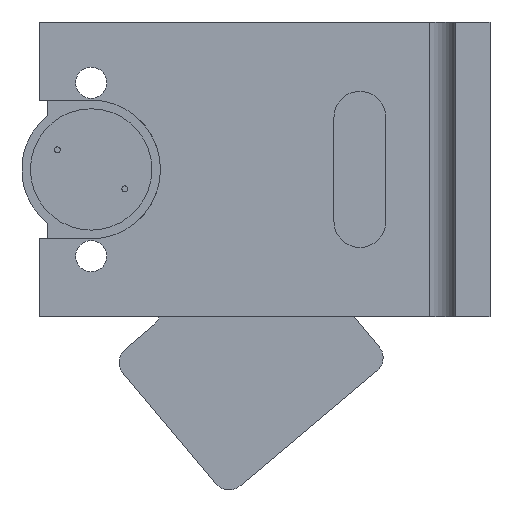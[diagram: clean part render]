
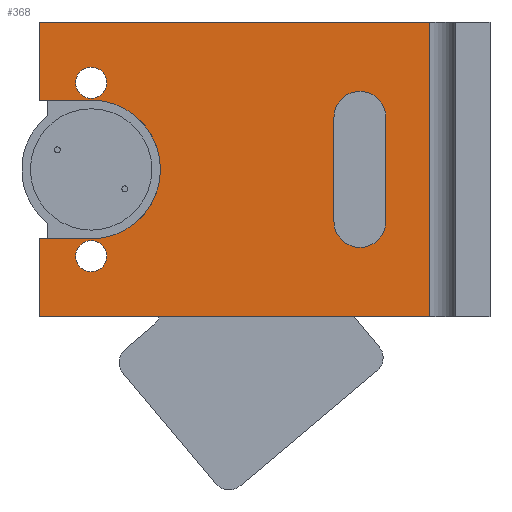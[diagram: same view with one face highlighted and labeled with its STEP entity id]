
A CAD part, left-side view. The second image highlights one B-rep face of the part: STEP entity #368.
In plain terms, the highlighted planar face has unit normal (-1, 0, 0).
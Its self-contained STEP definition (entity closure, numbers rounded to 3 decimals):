
#6 = VERTEX_POINT ( 'NONE', #2200 ) ;
#24 = CARTESIAN_POINT ( 'NONE',  ( -2., 26., -4. ) ) ;
#28 = DIRECTION ( 'NONE',  ( 0., 1., 0. ) ) ;
#33 = ORIENTED_EDGE ( 'NONE', *, *, #2325, .T. ) ;
#81 = DIRECTION ( 'NONE',  ( 0., 0., -1. ) ) ;
#89 = CARTESIAN_POINT ( 'NONE',  ( -2., 26., 8.5 ) ) ;
#100 = DIRECTION ( 'NONE',  ( 0., 1., 0. ) ) ;
#172 = CARTESIAN_POINT ( 'NONE',  ( -2., 6., -3. ) ) ;
#256 = LINE ( 'NONE', #1342, #1474 ) ;
#288 = EDGE_CURVE ( 'NONE', #3606, #2521, #3001, .T. ) ;
#301 = EDGE_CURVE ( 'NONE', #3295, #1471, #1143, .T. ) ;
#318 = DIRECTION ( 'NONE',  ( 1., 0., 0. ) ) ;
#328 = DIRECTION ( 'NONE',  ( 1., 0., 0. ) ) ;
#332 = CARTESIAN_POINT ( 'NONE',  ( -2., 23., 5. ) ) ;
#335 = EDGE_CURVE ( 'NONE', #917, #3295, #2655, .T. ) ;
#368 = ADVANCED_FACE ( 'NONE', ( #2794, #2218, #567, #3767 ), #3913, .F. ) ;
#395 = EDGE_CURVE ( 'NONE', #3703, #701, #3178, .T. ) ;
#408 = VECTOR ( 'NONE', #3912, 1000. ) ;
#428 = VECTOR ( 'NONE', #3984, 1000. ) ;
#462 = EDGE_LOOP ( 'NONE', ( #2442, #33 ) ) ;
#466 = LINE ( 'NONE', #1354, #2889 ) ;
#477 = EDGE_LOOP ( 'NONE', ( #1092, #3644, #2807, #3212 ) ) ;
#492 = LINE ( 'NONE', #2982, #408 ) ;
#522 = CARTESIAN_POINT ( 'NONE',  ( -2., 26., -8.5 ) ) ;
#562 = VERTEX_POINT ( 'NONE', #3681 ) ;
#567 = FACE_BOUND ( 'NONE', #462, .T. ) ;
#582 = CARTESIAN_POINT ( 'NONE',  ( -2., 3.5, 8.5 ) ) ;
#606 = CARTESIAN_POINT ( 'NONE',  ( -2., 23., -4.1 ) ) ;
#701 = VERTEX_POINT ( 'NONE', #821 ) ;
#753 = DIRECTION ( 'NONE',  ( 0., 0., -1. ) ) ;
#787 = DIRECTION ( 'NONE',  ( 1., 0., 0. ) ) ;
#793 = VECTOR ( 'NONE', #3805, 1000. ) ;
#806 = VERTEX_POINT ( 'NONE', #606 ) ;
#815 = VERTEX_POINT ( 'NONE', #3196 ) ;
#821 = CARTESIAN_POINT ( 'NONE',  ( -2., 9., -3. ) ) ;
#901 = CARTESIAN_POINT ( 'NONE',  ( -2., 23., -4. ) ) ;
#917 = VERTEX_POINT ( 'NONE', #2371 ) ;
#918 = DIRECTION ( 'NONE',  ( 0., 1., 0. ) ) ;
#933 = ORIENTED_EDGE ( 'NONE', *, *, #288, .T. ) ;
#963 = CIRCLE ( 'NONE', #2409, 0.9 ) ;
#992 = CIRCLE ( 'NONE', #2636, 0.9 ) ;
#1047 = DIRECTION ( 'NONE',  ( 0., 1., 0. ) ) ;
#1063 = CIRCLE ( 'NONE', #1981, 0.9 ) ;
#1092 = ORIENTED_EDGE ( 'NONE', *, *, #3331, .T. ) ;
#1107 = CARTESIAN_POINT ( 'NONE',  ( -2., 3.5, -8.5 ) ) ;
#1143 = LINE ( 'NONE', #1738, #3042 ) ;
#1204 = AXIS2_PLACEMENT_3D ( 'NONE', #1860, #328, #3450 ) ;
#1271 = EDGE_CURVE ( 'NONE', #1471, #3482, #3167, .T. ) ;
#1282 = CARTESIAN_POINT ( 'NONE',  ( -2., 23., -5. ) ) ;
#1283 = EDGE_CURVE ( 'NONE', #562, #6, #3426, .T. ) ;
#1342 = CARTESIAN_POINT ( 'NONE',  ( -2., 26., -8.5 ) ) ;
#1354 = CARTESIAN_POINT ( 'NONE',  ( -2., 26., 8.5 ) ) ;
#1373 = VERTEX_POINT ( 'NONE', #3845 ) ;
#1389 = CARTESIAN_POINT ( 'NONE',  ( -2., 26., 4. ) ) ;
#1391 = VERTEX_POINT ( 'NONE', #2591 ) ;
#1430 = LINE ( 'NONE', #3750, #3085 ) ;
#1467 = DIRECTION ( 'NONE',  ( 0., -1., 0. ) ) ;
#1471 = VERTEX_POINT ( 'NONE', #3149 ) ;
#1474 = VECTOR ( 'NONE', #2326, 1000. ) ;
#1603 = VECTOR ( 'NONE', #753, 1000. ) ;
#1607 = VERTEX_POINT ( 'NONE', #582 ) ;
#1650 = DIRECTION ( 'NONE',  ( 1., 0., 0. ) ) ;
#1701 = ORIENTED_EDGE ( 'NONE', *, *, #2918, .T. ) ;
#1738 = CARTESIAN_POINT ( 'NONE',  ( -2., 26., 4. ) ) ;
#1774 = ORIENTED_EDGE ( 'NONE', *, *, #3704, .T. ) ;
#1798 = CARTESIAN_POINT ( 'NONE',  ( -2., 26., 8.5 ) ) ;
#1860 = CARTESIAN_POINT ( 'NONE',  ( -2., 7.5, -3. ) ) ;
#1916 = DIRECTION ( 'NONE',  ( 0., 1., 0. ) ) ;
#1981 = AXIS2_PLACEMENT_3D ( 'NONE', #3946, #3144, #28 ) ;
#2019 = CARTESIAN_POINT ( 'NONE',  ( -2., 7.5, 3. ) ) ;
#2109 = CARTESIAN_POINT ( 'NONE',  ( -2., 23., 5. ) ) ;
#2121 = ORIENTED_EDGE ( 'NONE', *, *, #2983, .T. ) ;
#2182 = EDGE_CURVE ( 'NONE', #1373, #806, #1063, .T. ) ;
#2200 = CARTESIAN_POINT ( 'NONE',  ( -2., 6., 3. ) ) ;
#2218 = FACE_BOUND ( 'NONE', #2650, .T. ) ;
#2248 = AXIS2_PLACEMENT_3D ( 'NONE', #3998, #3459, #100 ) ;
#2325 = EDGE_CURVE ( 'NONE', #806, #1373, #963, .T. ) ;
#2326 = DIRECTION ( 'NONE',  ( 0., -1., 0. ) ) ;
#2329 = DIRECTION ( 'NONE',  ( 0., 1., 0. ) ) ;
#2359 = EDGE_CURVE ( 'NONE', #917, #1607, #466, .T. ) ;
#2371 = CARTESIAN_POINT ( 'NONE',  ( -2., 26., 8.5 ) ) ;
#2409 = AXIS2_PLACEMENT_3D ( 'NONE', #1282, #1650, #1916 ) ;
#2412 = DIRECTION ( 'NONE',  ( 1., 0., 0. ) ) ;
#2442 = ORIENTED_EDGE ( 'NONE', *, *, #2182, .T. ) ;
#2476 = ORIENTED_EDGE ( 'NONE', *, *, #2976, .T. ) ;
#2521 = VERTEX_POINT ( 'NONE', #522 ) ;
#2538 = LINE ( 'NONE', #3497, #793 ) ;
#2550 = ORIENTED_EDGE ( 'NONE', *, *, #1271, .T. ) ;
#2591 = CARTESIAN_POINT ( 'NONE',  ( -2., 23., 4.1 ) ) ;
#2628 = DIRECTION ( 'NONE',  ( 0., -1., 0. ) ) ;
#2636 = AXIS2_PLACEMENT_3D ( 'NONE', #2109, #3429, #3561 ) ;
#2644 = ORIENTED_EDGE ( 'NONE', *, *, #335, .T. ) ;
#2650 = EDGE_LOOP ( 'NONE', ( #2121, #2476 ) ) ;
#2655 = LINE ( 'NONE', #89, #1603 ) ;
#2696 = ORIENTED_EDGE ( 'NONE', *, *, #301, .T. ) ;
#2718 = EDGE_CURVE ( 'NONE', #1607, #3839, #1430, .T. ) ;
#2794 = FACE_BOUND ( 'NONE', #477, .T. ) ;
#2807 = ORIENTED_EDGE ( 'NONE', *, *, #3567, .T. ) ;
#2889 = VECTOR ( 'NONE', #2628, 1000. ) ;
#2918 = EDGE_CURVE ( 'NONE', #2521, #3839, #256, .T. ) ;
#2976 = EDGE_CURVE ( 'NONE', #815, #1391, #992, .T. ) ;
#2982 = CARTESIAN_POINT ( 'NONE',  ( -2., 9., 8.5 ) ) ;
#2983 = EDGE_CURVE ( 'NONE', #1391, #815, #3433, .T. ) ;
#3001 = LINE ( 'NONE', #1798, #428 ) ;
#3042 = VECTOR ( 'NONE', #1467, 1000. ) ;
#3050 = AXIS2_PLACEMENT_3D ( 'NONE', #332, #318, #918 ) ;
#3085 = VECTOR ( 'NONE', #81, 1000. ) ;
#3144 = DIRECTION ( 'NONE',  ( 1., 0., 0. ) ) ;
#3149 = CARTESIAN_POINT ( 'NONE',  ( -2., 23., 4. ) ) ;
#3167 = CIRCLE ( 'NONE', #2248, 4. ) ;
#3178 = CIRCLE ( 'NONE', #1204, 1.5 ) ;
#3196 = CARTESIAN_POINT ( 'NONE',  ( -2., 23., 5.9 ) ) ;
#3203 = VECTOR ( 'NONE', #1047, 1000. ) ;
#3212 = ORIENTED_EDGE ( 'NONE', *, *, #395, .T. ) ;
#3229 = ORIENTED_EDGE ( 'NONE', *, *, #2359, .F. ) ;
#3295 = VERTEX_POINT ( 'NONE', #1389 ) ;
#3331 = EDGE_CURVE ( 'NONE', #701, #562, #492, .T. ) ;
#3358 = DIRECTION ( 'NONE',  ( 0., 1., 0. ) ) ;
#3400 = AXIS2_PLACEMENT_3D ( 'NONE', #3653, #2412, #3358 ) ;
#3426 = CIRCLE ( 'NONE', #3906, 1.5 ) ;
#3429 = DIRECTION ( 'NONE',  ( 1., 0., 0. ) ) ;
#3433 = CIRCLE ( 'NONE', #3050, 0.9 ) ;
#3450 = DIRECTION ( 'NONE',  ( 0., 1., 0. ) ) ;
#3451 = EDGE_LOOP ( 'NONE', ( #2550, #1774, #933, #1701, #3672, #3229, #2644, #2696 ) ) ;
#3459 = DIRECTION ( 'NONE',  ( 1., 0., 0. ) ) ;
#3482 = VERTEX_POINT ( 'NONE', #901 ) ;
#3497 = CARTESIAN_POINT ( 'NONE',  ( -2., 6., 8.5 ) ) ;
#3514 = CARTESIAN_POINT ( 'NONE',  ( -2., 26., -4. ) ) ;
#3561 = DIRECTION ( 'NONE',  ( 0., 1., 0. ) ) ;
#3567 = EDGE_CURVE ( 'NONE', #6, #3703, #2538, .T. ) ;
#3606 = VERTEX_POINT ( 'NONE', #3514 ) ;
#3644 = ORIENTED_EDGE ( 'NONE', *, *, #1283, .T. ) ;
#3653 = CARTESIAN_POINT ( 'NONE',  ( -2., 26., 8.5 ) ) ;
#3672 = ORIENTED_EDGE ( 'NONE', *, *, #2718, .F. ) ;
#3681 = CARTESIAN_POINT ( 'NONE',  ( -2., 9., 3. ) ) ;
#3703 = VERTEX_POINT ( 'NONE', #172 ) ;
#3704 = EDGE_CURVE ( 'NONE', #3482, #3606, #4029, .T. ) ;
#3750 = CARTESIAN_POINT ( 'NONE',  ( -2., 3.5, 8.5 ) ) ;
#3767 = FACE_OUTER_BOUND ( 'NONE', #3451, .T. ) ;
#3805 = DIRECTION ( 'NONE',  ( 0., 0., -1. ) ) ;
#3839 = VERTEX_POINT ( 'NONE', #1107 ) ;
#3845 = CARTESIAN_POINT ( 'NONE',  ( -2., 23., -5.9 ) ) ;
#3906 = AXIS2_PLACEMENT_3D ( 'NONE', #2019, #787, #2329 ) ;
#3912 = DIRECTION ( 'NONE',  ( 0., 0., 1. ) ) ;
#3913 = PLANE ( 'NONE',  #3400 ) ;
#3946 = CARTESIAN_POINT ( 'NONE',  ( -2., 23., -5. ) ) ;
#3984 = DIRECTION ( 'NONE',  ( 0., 0., -1. ) ) ;
#3998 = CARTESIAN_POINT ( 'NONE',  ( -2., 23., 0. ) ) ;
#4029 = LINE ( 'NONE', #24, #3203 ) ;
